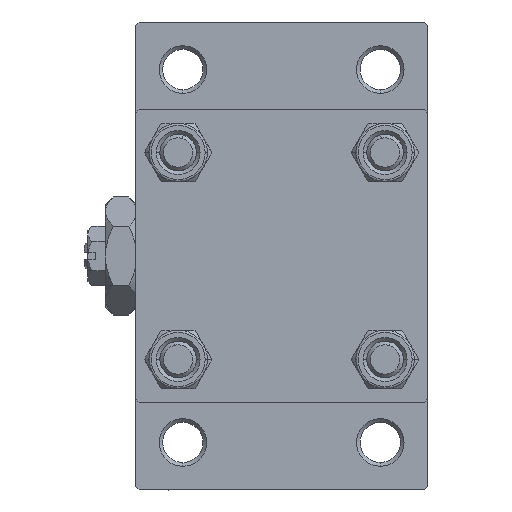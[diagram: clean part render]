
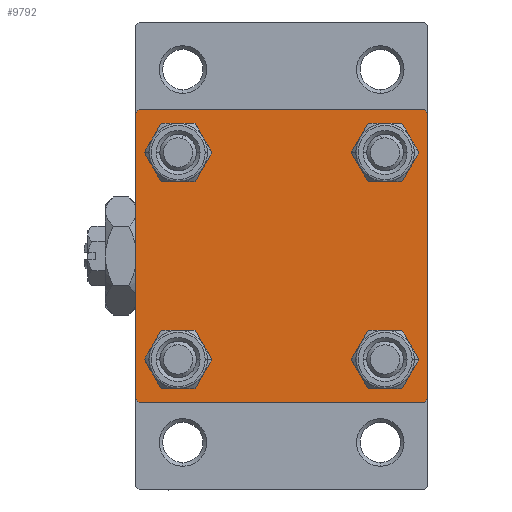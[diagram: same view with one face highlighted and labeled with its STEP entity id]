
A CAD part, left-side view. The second image highlights one B-rep face of the part: STEP entity #9792.
In plain terms, the highlighted planar face has unit normal (-1, 0, 0).
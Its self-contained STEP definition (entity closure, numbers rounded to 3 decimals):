
#497 = CARTESIAN_POINT ( 'NONE',  ( 0., -19.5, -20. ) ) ;
#585 = CIRCLE ( 'NONE', #35796, 3. ) ;
#799 = EDGE_CURVE ( 'NONE', #24070, #10458, #37455, .T. ) ;
#986 = EDGE_LOOP ( 'NONE', ( #24951, #33200, #45081, #36986, #22593, #16493, #20021, #9196 ) ) ;
#1297 = FACE_BOUND ( 'NONE', #6522, .T. ) ;
#1551 = PLANE ( 'NONE',  #1889 ) ;
#1889 = AXIS2_PLACEMENT_3D ( 'NONE', #28991, #44893, #36443 ) ;
#2142 = CARTESIAN_POINT ( 'NONE',  ( 0., 20., 19.5 ) ) ;
#3118 = LINE ( 'NONE', #23624, #34968 ) ;
#3433 = DIRECTION ( 'NONE',  ( 1., 0., 0. ) ) ;
#3563 = AXIS2_PLACEMENT_3D ( 'NONE', #27033, #3433, #7536 ) ;
#4249 = CARTESIAN_POINT ( 'NONE',  ( 0., -14.15, -17.15 ) ) ;
#4657 = FACE_BOUND ( 'NONE', #47209, .T. ) ;
#4881 = DIRECTION ( 'NONE',  ( 0., -0.707, -0.707 ) ) ;
#4987 = CARTESIAN_POINT ( 'NONE',  ( 0., 14.15, 14.15 ) ) ;
#5298 = DIRECTION ( 'NONE',  ( 0., 0., -1. ) ) ;
#5379 = CARTESIAN_POINT ( 'NONE',  ( 0., 19.75, -19.75 ) ) ;
#5405 = EDGE_CURVE ( 'NONE', #35408, #32641, #9277, .T. ) ;
#5826 = ORIENTED_EDGE ( 'NONE', *, *, #6301, .T. ) ;
#6297 = VERTEX_POINT ( 'NONE', #34732 ) ;
#6301 = EDGE_CURVE ( 'NONE', #6297, #6473, #31428, .T. ) ;
#6473 = VERTEX_POINT ( 'NONE', #45446 ) ;
#6522 = EDGE_LOOP ( 'NONE', ( #23332, #39667 ) ) ;
#6626 = CARTESIAN_POINT ( 'NONE',  ( 0., -14.15, 14.15 ) ) ;
#6874 = VECTOR ( 'NONE', #4881, 1000. ) ;
#7536 = DIRECTION ( 'NONE',  ( 0., 0., 1. ) ) ;
#7663 = DIRECTION ( 'NONE',  ( 1., 0., 0. ) ) ;
#7946 = VERTEX_POINT ( 'NONE', #50554 ) ;
#8660 = DIRECTION ( 'NONE',  ( 0., -1., 0. ) ) ;
#8700 = ORIENTED_EDGE ( 'NONE', *, *, #16930, .T. ) ;
#9196 = ORIENTED_EDGE ( 'NONE', *, *, #37017, .T. ) ;
#9277 = CIRCLE ( 'NONE', #37933, 3. ) ;
#9611 = DIRECTION ( 'NONE',  ( 0., 0., 1. ) ) ;
#9792 = ADVANCED_FACE ( 'NONE', ( #35946, #16707, #1297, #4657, #36189 ), #1551, .T. ) ;
#10270 = DIRECTION ( 'NONE',  ( 0., 0.707, 0.707 ) ) ;
#10458 = VERTEX_POINT ( 'NONE', #28849 ) ;
#10519 = ORIENTED_EDGE ( 'NONE', *, *, #49360, .T. ) ;
#11140 = CIRCLE ( 'NONE', #48795, 3. ) ;
#11322 = CARTESIAN_POINT ( 'NONE',  ( 0., 19.5, -20. ) ) ;
#11709 = CARTESIAN_POINT ( 'NONE',  ( 0., -20., 19.5 ) ) ;
#11941 = DIRECTION ( 'NONE',  ( 0., 0., 1. ) ) ;
#12889 = VECTOR ( 'NONE', #47082, 1000. ) ;
#13278 = LINE ( 'NONE', #14036, #30867 ) ;
#14036 = CARTESIAN_POINT ( 'NONE',  ( 0., 19.75, 19.75 ) ) ;
#14122 = CARTESIAN_POINT ( 'NONE',  ( 0., -19.75, 19.75 ) ) ;
#15015 = CARTESIAN_POINT ( 'NONE',  ( 0., 20., -19.5 ) ) ;
#15309 = VECTOR ( 'NONE', #8660, 1000. ) ;
#15585 = EDGE_CURVE ( 'NONE', #6473, #6297, #11140, .T. ) ;
#15827 = ORIENTED_EDGE ( 'NONE', *, *, #5405, .T. ) ;
#15874 = CARTESIAN_POINT ( 'NONE',  ( 0., 14.15, -14.15 ) ) ;
#15933 = DIRECTION ( 'NONE',  ( 0., 0., -1. ) ) ;
#16493 = ORIENTED_EDGE ( 'NONE', *, *, #799, .T. ) ;
#16620 = CIRCLE ( 'NONE', #50177, 3. ) ;
#16707 = FACE_BOUND ( 'NONE', #40590, .T. ) ;
#16930 = EDGE_CURVE ( 'NONE', #7946, #50314, #21056, .T. ) ;
#17280 = CARTESIAN_POINT ( 'NONE',  ( 0., -14.15, 11.15 ) ) ;
#17291 = VECTOR ( 'NONE', #10270, 1000. ) ;
#19163 = CARTESIAN_POINT ( 'NONE',  ( 0., 14.15, -14.15 ) ) ;
#19719 = DIRECTION ( 'NONE',  ( 1., 0., 0. ) ) ;
#20021 = ORIENTED_EDGE ( 'NONE', *, *, #40045, .F. ) ;
#21056 = CIRCLE ( 'NONE', #39077, 3. ) ;
#21448 = ORIENTED_EDGE ( 'NONE', *, *, #15585, .T. ) ;
#21972 = DIRECTION ( 'NONE',  ( 0., 0.707, -0.707 ) ) ;
#22470 = VERTEX_POINT ( 'NONE', #11322 ) ;
#22491 = DIRECTION ( 'NONE',  ( 0., 0., 1. ) ) ;
#22520 = DIRECTION ( 'NONE',  ( 1., 0., 0. ) ) ;
#22593 = ORIENTED_EDGE ( 'NONE', *, *, #34954, .F. ) ;
#23245 = ORIENTED_EDGE ( 'NONE', *, *, #31987, .T. ) ;
#23257 = DIRECTION ( 'NONE',  ( 1., 0., 0. ) ) ;
#23332 = ORIENTED_EDGE ( 'NONE', *, *, #38038, .T. ) ;
#23624 = CARTESIAN_POINT ( 'NONE',  ( 0., 20., 20. ) ) ;
#23889 = EDGE_CURVE ( 'NONE', #46858, #28281, #16620, .T. ) ;
#24070 = VERTEX_POINT ( 'NONE', #11709 ) ;
#24951 = ORIENTED_EDGE ( 'NONE', *, *, #36547, .T. ) ;
#25055 = LINE ( 'NONE', #29408, #15309 ) ;
#25130 = CARTESIAN_POINT ( 'NONE',  ( 0., -19.75, -19.75 ) ) ;
#26138 = CARTESIAN_POINT ( 'NONE',  ( 0., -14.15, -14.15 ) ) ;
#26505 = VERTEX_POINT ( 'NONE', #15015 ) ;
#27033 = CARTESIAN_POINT ( 'NONE',  ( 0., 14.15, 14.15 ) ) ;
#27119 = VERTEX_POINT ( 'NONE', #497 ) ;
#27331 = LINE ( 'NONE', #35790, #12889 ) ;
#28281 = VERTEX_POINT ( 'NONE', #30670 ) ;
#28826 = CARTESIAN_POINT ( 'NONE',  ( 0., 19.5, 20. ) ) ;
#28849 = CARTESIAN_POINT ( 'NONE',  ( 0., -19.5, 20. ) ) ;
#28991 = CARTESIAN_POINT ( 'NONE',  ( 0., 0., 0. ) ) ;
#29226 = LINE ( 'NONE', #25130, #44539 ) ;
#29383 = CARTESIAN_POINT ( 'NONE',  ( 0., -14.15, -14.15 ) ) ;
#29408 = CARTESIAN_POINT ( 'NONE',  ( 0., 20., 20. ) ) ;
#29838 = EDGE_CURVE ( 'NONE', #26505, #22470, #40022, .T. ) ;
#29897 = AXIS2_PLACEMENT_3D ( 'NONE', #26138, #7663, #38955 ) ;
#29929 = EDGE_CURVE ( 'NONE', #27119, #45777, #29226, .T. ) ;
#30244 = DIRECTION ( 'NONE',  ( 0., -0.707, 0.707 ) ) ;
#30670 = CARTESIAN_POINT ( 'NONE',  ( 0., 14.15, -11.15 ) ) ;
#30867 = VECTOR ( 'NONE', #21972, 1000. ) ;
#31000 = CARTESIAN_POINT ( 'NONE',  ( 0., 14.15, -17.15 ) ) ;
#31428 = CIRCLE ( 'NONE', #3563, 3. ) ;
#31568 = EDGE_LOOP ( 'NONE', ( #10519, #15827 ) ) ;
#31987 = EDGE_CURVE ( 'NONE', #50314, #7946, #36412, .T. ) ;
#32641 = VERTEX_POINT ( 'NONE', #48780 ) ;
#33200 = ORIENTED_EDGE ( 'NONE', *, *, #29838, .T. ) ;
#33215 = DIRECTION ( 'NONE',  ( 0., 0., 1. ) ) ;
#34210 = DIRECTION ( 'NONE',  ( 1., 0., 0. ) ) ;
#34732 = CARTESIAN_POINT ( 'NONE',  ( 0., 14.15, 11.15 ) ) ;
#34954 = EDGE_CURVE ( 'NONE', #24070, #45777, #40931, .T. ) ;
#34968 = VECTOR ( 'NONE', #15933, 1000. ) ;
#35408 = VERTEX_POINT ( 'NONE', #17280 ) ;
#35790 = CARTESIAN_POINT ( 'NONE',  ( 0., 20., -20. ) ) ;
#35796 = AXIS2_PLACEMENT_3D ( 'NONE', #19163, #23257, #22491 ) ;
#35946 = FACE_BOUND ( 'NONE', #31568, .T. ) ;
#36189 = FACE_OUTER_BOUND ( 'NONE', #986, .T. ) ;
#36412 = CIRCLE ( 'NONE', #29897, 3. ) ;
#36443 = DIRECTION ( 'NONE',  ( 0., 0., 1. ) ) ;
#36528 = VECTOR ( 'NONE', #5298, 1000. ) ;
#36547 = EDGE_CURVE ( 'NONE', #48655, #26505, #3118, .T. ) ;
#36575 = DIRECTION ( 'NONE',  ( 1., 0., 0. ) ) ;
#36986 = ORIENTED_EDGE ( 'NONE', *, *, #29929, .T. ) ;
#37017 = EDGE_CURVE ( 'NONE', #43295, #48655, #13278, .T. ) ;
#37455 = LINE ( 'NONE', #14122, #17291 ) ;
#37933 = AXIS2_PLACEMENT_3D ( 'NONE', #38046, #34210, #9611 ) ;
#38038 = EDGE_CURVE ( 'NONE', #28281, #46858, #585, .T. ) ;
#38046 = CARTESIAN_POINT ( 'NONE',  ( 0., -14.15, 14.15 ) ) ;
#38955 = DIRECTION ( 'NONE',  ( 0., 0., 1. ) ) ;
#39077 = AXIS2_PLACEMENT_3D ( 'NONE', #29383, #36575, #33215 ) ;
#39667 = ORIENTED_EDGE ( 'NONE', *, *, #23889, .T. ) ;
#40022 = LINE ( 'NONE', #5379, #6874 ) ;
#40045 = EDGE_CURVE ( 'NONE', #43295, #10458, #25055, .T. ) ;
#40590 = EDGE_LOOP ( 'NONE', ( #8700, #23245 ) ) ;
#40931 = LINE ( 'NONE', #43773, #36528 ) ;
#40996 = EDGE_CURVE ( 'NONE', #22470, #27119, #27331, .T. ) ;
#43224 = DIRECTION ( 'NONE',  ( 1., 0., 0. ) ) ;
#43295 = VERTEX_POINT ( 'NONE', #28826 ) ;
#43300 = DIRECTION ( 'NONE',  ( 0., 0., 1. ) ) ;
#43773 = CARTESIAN_POINT ( 'NONE',  ( 0., -20., 20. ) ) ;
#44539 = VECTOR ( 'NONE', #30244, 1000. ) ;
#44893 = DIRECTION ( 'NONE',  ( -1., 0., 0. ) ) ;
#45081 = ORIENTED_EDGE ( 'NONE', *, *, #40996, .T. ) ;
#45446 = CARTESIAN_POINT ( 'NONE',  ( 0., 14.15, 17.15 ) ) ;
#45619 = DIRECTION ( 'NONE',  ( 0., 0., 1. ) ) ;
#45777 = VERTEX_POINT ( 'NONE', #48380 ) ;
#46373 = AXIS2_PLACEMENT_3D ( 'NONE', #6626, #22520, #45619 ) ;
#46858 = VERTEX_POINT ( 'NONE', #31000 ) ;
#47082 = DIRECTION ( 'NONE',  ( 0., -1., 0. ) ) ;
#47209 = EDGE_LOOP ( 'NONE', ( #21448, #5826 ) ) ;
#48380 = CARTESIAN_POINT ( 'NONE',  ( 0., -20., -19.5 ) ) ;
#48655 = VERTEX_POINT ( 'NONE', #2142 ) ;
#48780 = CARTESIAN_POINT ( 'NONE',  ( 0., -14.15, 17.15 ) ) ;
#48795 = AXIS2_PLACEMENT_3D ( 'NONE', #4987, #43224, #11941 ) ;
#48839 = CIRCLE ( 'NONE', #46373, 3. ) ;
#49360 = EDGE_CURVE ( 'NONE', #32641, #35408, #48839, .T. ) ;
#50177 = AXIS2_PLACEMENT_3D ( 'NONE', #15874, #19719, #43300 ) ;
#50314 = VERTEX_POINT ( 'NONE', #4249 ) ;
#50554 = CARTESIAN_POINT ( 'NONE',  ( 0., -14.15, -11.15 ) ) ;
